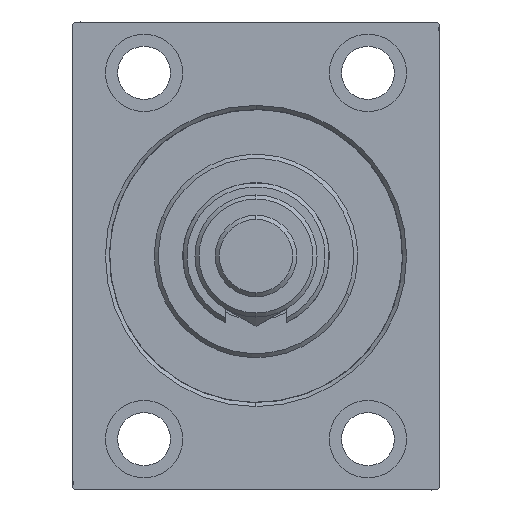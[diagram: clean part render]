
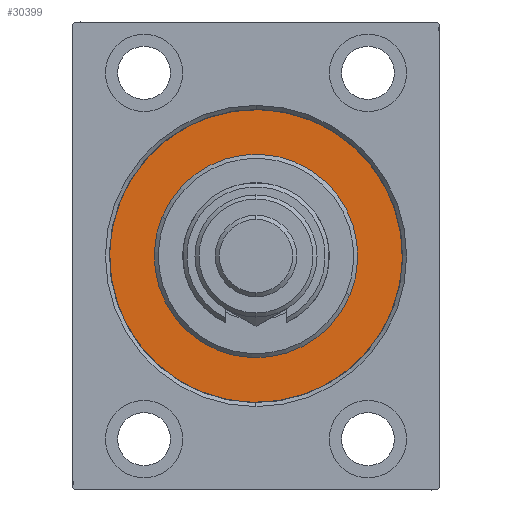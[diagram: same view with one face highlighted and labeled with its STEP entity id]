
A CAD part, left-side view. The second image highlights one B-rep face of the part: STEP entity #30399.
In plain terms, the highlighted face is planar.
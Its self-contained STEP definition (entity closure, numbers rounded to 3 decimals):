
#2215 = DIRECTION ( 'NONE',  ( 1., 0., 0. ) ) ;
#2468 = CIRCLE ( 'NONE', #37934, 36. ) ;
#4658 = AXIS2_PLACEMENT_3D ( 'NONE', #33640, #18977, #25854 ) ;
#4989 = FACE_BOUND ( 'NONE', #15492, .T. ) ;
#5292 = DIRECTION ( 'NONE',  ( 0., 0., 1. ) ) ;
#6085 = CARTESIAN_POINT ( 'NONE',  ( 0., 0., 36. ) ) ;
#6866 = CARTESIAN_POINT ( 'NONE',  ( 0., 0., 0. ) ) ;
#6920 = CIRCLE ( 'NONE', #4658, 25. ) ;
#7504 = CARTESIAN_POINT ( 'NONE',  ( 0., 0., -36. ) ) ;
#8721 = VERTEX_POINT ( 'NONE', #7504 ) ;
#8779 = CIRCLE ( 'NONE', #20895, 25. ) ;
#9174 = ORIENTED_EDGE ( 'NONE', *, *, #43200, .F. ) ;
#10588 = EDGE_CURVE ( 'NONE', #8721, #24840, #12209, .T. ) ;
#12209 = CIRCLE ( 'NONE', #36390, 36. ) ;
#12310 = DIRECTION ( 'NONE',  ( -1., 0., 0. ) ) ;
#13937 = EDGE_CURVE ( 'NONE', #45954, #34297, #6920, .T. ) ;
#14656 = DIRECTION ( 'NONE',  ( -1., 0., 0. ) ) ;
#15073 = CARTESIAN_POINT ( 'NONE',  ( 0., 0., 25. ) ) ;
#15278 = CARTESIAN_POINT ( 'NONE',  ( 0., 0., -25. ) ) ;
#15492 = EDGE_LOOP ( 'NONE', ( #29095, #9174 ) ) ;
#16164 = DIRECTION ( 'NONE',  ( -1., 0., 0. ) ) ;
#16644 = DIRECTION ( 'NONE',  ( 0., 0., -1. ) ) ;
#18977 = DIRECTION ( 'NONE',  ( 1., 0., 0. ) ) ;
#19416 = CARTESIAN_POINT ( 'NONE',  ( 0., 0., 0. ) ) ;
#20126 = FACE_OUTER_BOUND ( 'NONE', #43871, .T. ) ;
#20197 = CARTESIAN_POINT ( 'NONE',  ( 0., 0., 0. ) ) ;
#20895 = AXIS2_PLACEMENT_3D ( 'NONE', #20197, #2215, #16644 ) ;
#22134 = ORIENTED_EDGE ( 'NONE', *, *, #33236, .F. ) ;
#24425 = AXIS2_PLACEMENT_3D ( 'NONE', #19416, #12310, #34549 ) ;
#24840 = VERTEX_POINT ( 'NONE', #6085 ) ;
#25854 = DIRECTION ( 'NONE',  ( 0., 0., -1. ) ) ;
#29095 = ORIENTED_EDGE ( 'NONE', *, *, #13937, .F. ) ;
#30291 = PLANE ( 'NONE',  #24425 ) ;
#30399 = ADVANCED_FACE ( 'NONE', ( #4989, #20126 ), #30291, .F. ) ;
#31313 = CARTESIAN_POINT ( 'NONE',  ( 0., 0., 0. ) ) ;
#33236 = EDGE_CURVE ( 'NONE', #24840, #8721, #2468, .T. ) ;
#33640 = CARTESIAN_POINT ( 'NONE',  ( 0., 0., 0. ) ) ;
#34297 = VERTEX_POINT ( 'NONE', #15278 ) ;
#34549 = DIRECTION ( 'NONE',  ( 0., 0., 1. ) ) ;
#36390 = AXIS2_PLACEMENT_3D ( 'NONE', #6866, #14656, #46800 ) ;
#37934 = AXIS2_PLACEMENT_3D ( 'NONE', #31313, #16164, #5292 ) ;
#40873 = ORIENTED_EDGE ( 'NONE', *, *, #10588, .F. ) ;
#43200 = EDGE_CURVE ( 'NONE', #34297, #45954, #8779, .T. ) ;
#43871 = EDGE_LOOP ( 'NONE', ( #40873, #22134 ) ) ;
#45954 = VERTEX_POINT ( 'NONE', #15073 ) ;
#46800 = DIRECTION ( 'NONE',  ( 0., 0., 1. ) ) ;
